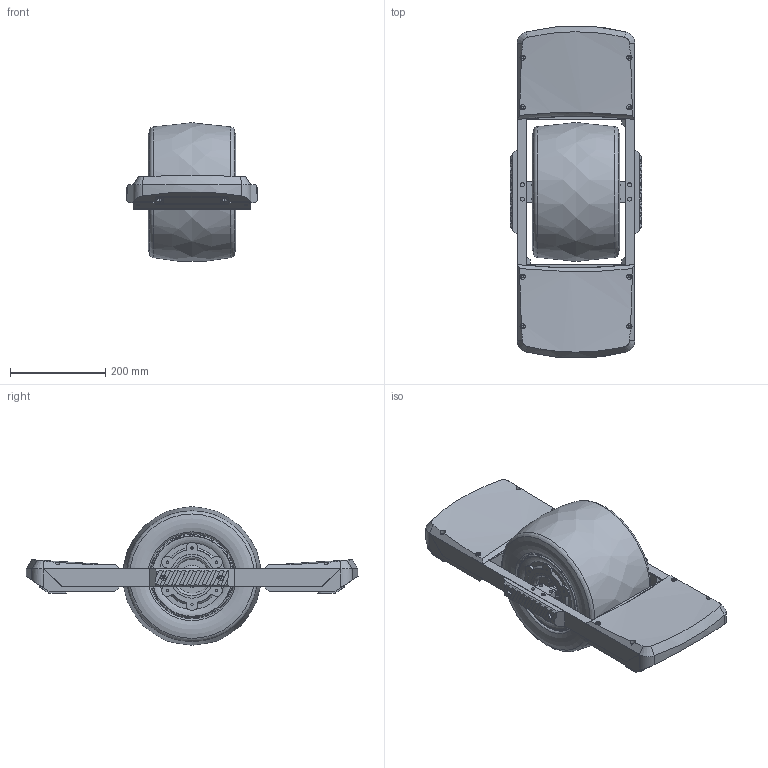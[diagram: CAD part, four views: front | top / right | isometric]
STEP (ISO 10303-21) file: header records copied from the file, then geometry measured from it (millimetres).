
FILE_DESCRIPTION(/* description */ (''),/* implementation_level */ '2;1');
FILE_NAME(/* name */ 'OneWheel v63.step',/* time_stamp */ '2024-04-10T08:52:16-05:00',/* author */ (''),/* organization */ (''),/* preprocessor_version */ 'ST-DEVELOPER v20',/* originating_system */ 'Autodesk Translation Framework v12.20.1.177',/* authorisation */ '');
FILE_SCHEMA (('AUTOMOTIVE_DESIGN { 1 0 10303 214 3 1 1 }'));
Products named in the file (31): OneWheel; Right Rail; Hub Motor; Hub; Hub Motor_Valve; Tire Bead; Hoverboard Motor; Motor, BLDC, Hoverboard Wheel, 6.5in v2(Mirror); Tire Bead(Mirror); Tire; Front Electronics Compartment; Front Foot Pad; Left Rail; Rear Foot Pad; Rear Battery Compartment; Connector_5,5-2,5_DC00990-B; 21700 Battery; Right Bumper; Left Motor Bracket; Bottom; Hub Motor Shaft Bracket; Left Bumper; Right Motor Bracket; Bottom(Mirror); Hub Motor Shaft Bracket v2(Mirror); LED Diffuser; Fender; Skid Plate; Wire Guard; LED Diffuser(Mirror); Skid Plate(Mirror)
Assembly tree (30 placements, depth 4):
  OneWheel
    Right Rail
    Hub Motor
      Hub
        Hub Motor_Valve
      Tire Bead
      Hoverboard Motor
      Motor, BLDC, Hoverboard Wheel, 6.5in v2(Mirror)
      Tire Bead(Mirror)
      Tire
    Front Electronics Compartment
    Front Foot Pad
    Left Rail
    Rear Foot Pad
    Rear Battery Compartment
      Connector_5,5-2,5_DC00990-B
    21700 Battery
    Right Bumper
    Left Motor Bracket
      Bottom
      Hub Motor Shaft Bracket
    Left Bumper
    Right Motor Bracket
      Bottom(Mirror)
      Hub Motor Shaft Bracket v2(Mirror)
    LED Diffuser
    Fender
    Skid Plate
    Wire Guard
    LED Diffuser(Mirror)
    Skid Plate(Mirror)
Bounding box: 276.85 x 697.67 x 291.13 mm (x, y, z)
Volume: 14508297.9 mm3; surface area: 1687810.5 mm2
Topology: 33 solids, 33 shells, 1469 faces, 3907 edges, 2564 vertices
Faces by surface type: plane 739, cylinder 525, bspline 99, cone 67, torus 37, sphere 2
Full cylindrical faces by diameter (mm): 1.4 x1, 2.48 x2, 2.5 x2, 2.8 x7, 2.9 x4, 4 x2, 4.7 x24, 5 x32, 5.1 x8, 5.7 x1, 6.5 x20, 7 x7, 8 x1, 8.128 x20, 8.5 x1, 9 x1, 9.5 x3, 10 x7, 10.188 x2, 10.8 x8, 11 x15, 12 x7, 13 x1, 14 x1, 16 x2, 28 x2, 92.2 x2, 130 x2, 135 x4, 148.2 x1
Entity records: 52601 total; most frequent: CARTESIAN_POINT 14727, ORIENTED_EDGE 7810, DIRECTION 7484, EDGE_CURVE 3905, AXIS2_PLACEMENT_3D 2643, VERTEX_POINT 2564, LINE 2198, VECTOR 2198
